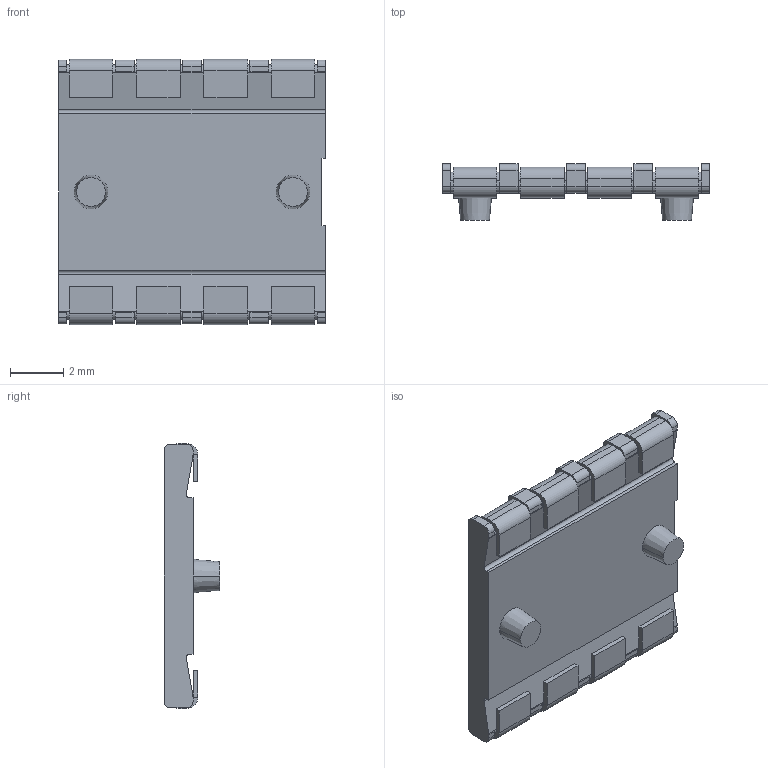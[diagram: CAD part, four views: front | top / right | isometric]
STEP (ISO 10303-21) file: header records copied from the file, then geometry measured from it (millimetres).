
FILE_DESCRIPTION((''),'2;1');
FILE_NAME('33756-76902_2','2012-11-21T',('stevec'),('Bourns, Inc.'),'PRO/ENGINEER BY PARAMETRIC TECHNOLOGY CORPORATION, 2012230','PRO/ENGINEER BY PARAMETRIC TECHNOLOGY CORPORATION, 2012230','');
FILE_SCHEMA(('CONFIG_CONTROL_DESIGN'));
Length unit declared in the file: inch
Products named in the file (1): 33756-76902_2
Bounding box: 10.06 x 2.11 x 10 mm (x, y, z)
Volume: 98.4 mm3; surface area: 353 mm2
Topology: 1 solids, 1 shells, 254 faces, 606 edges, 356 vertices
Faces by surface type: plane 186, cylinder 64, cone 4
Entity records: 7190 total; most frequent: DIRECTION 1266, CARTESIAN_POINT 1216, ORIENTED_EDGE 1212, EDGE_CURVE 606, VECTOR 454, LINE 454, AXIS2_PLACEMENT_3D 406, VERTEX_POINT 356
